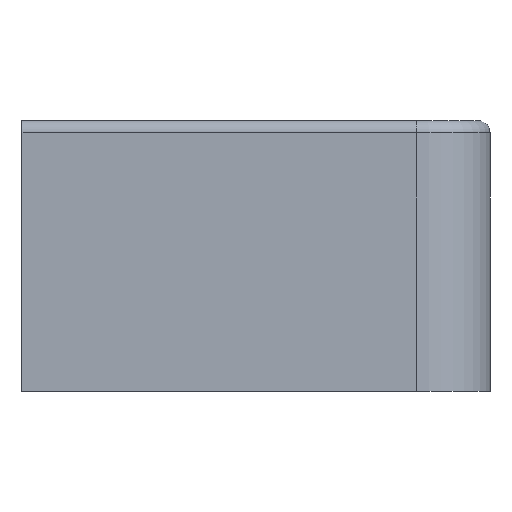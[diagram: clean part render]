
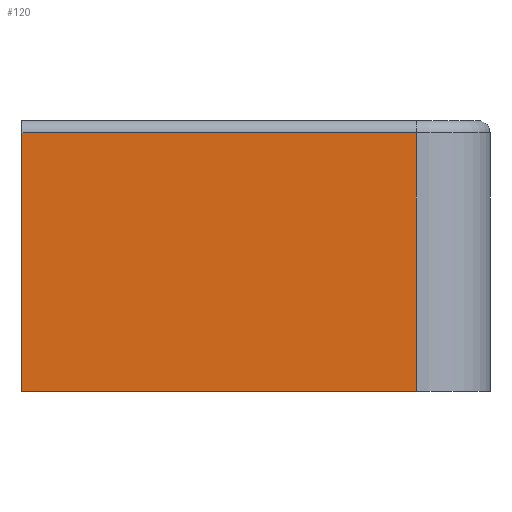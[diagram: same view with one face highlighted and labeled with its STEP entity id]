
A CAD part, left-side view. The second image highlights one B-rep face of the part: STEP entity #120.
In plain terms, the highlighted planar face has unit normal (-1, 0, 0).
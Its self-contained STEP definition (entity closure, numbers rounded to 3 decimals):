
#120=ADVANCED_FACE('',(#323),#325,.T.);
#323=FACE_BOUND('',#324,.T.);
#324=EDGE_LOOP('',(#492,#493,#494,#495));
#325=PLANE('',#326);
#326=AXIS2_PLACEMENT_3D('',#327,#328,#329);
#327=CARTESIAN_POINT('',(0.,19.,0.));
#328=DIRECTION('',(-1.,0.,0.));
#329=DIRECTION('',(0.,-1.,0.));
#492=ORIENTED_EDGE('',*,*,#576,.F.);
#493=ORIENTED_EDGE('',*,*,#549,.F.);
#494=ORIENTED_EDGE('',*,*,#570,.T.);
#495=ORIENTED_EDGE('',*,*,#577,.T.);
#549=EDGE_CURVE('',#607,#591,#609,.T.);
#570=EDGE_CURVE('',#607,#642,#645,.T.);
#576=EDGE_CURVE('',#591,#655,#656,.T.);
#577=EDGE_CURVE('',#642,#655,#657,.T.);
#591=VERTEX_POINT('',#676);
#607=VERTEX_POINT('',#710);
#609=LINE('',#714,#715);
#642=VERTEX_POINT('',#792);
#645=LINE('',#798,#799);
#655=VERTEX_POINT('',#824);
#656=LINE('',#825,#826);
#657=LINE('',#828,#829);
#676=CARTESIAN_POINT('',(0.,19.,10.5));
#710=CARTESIAN_POINT('',(0.,19.,0.));
#714=CARTESIAN_POINT('',(0.,19.,0.));
#715=VECTOR('',#716,1.);
#716=DIRECTION('',(0.,0.,1.));
#792=CARTESIAN_POINT('',(0.,3.,0.));
#798=CARTESIAN_POINT('',(0.,19.,0.));
#799=VECTOR('',#800,1.);
#800=DIRECTION('',(0.,-1.,0.));
#824=CARTESIAN_POINT('',(0.,3.,10.5));
#825=CARTESIAN_POINT('',(0.,19.,10.5));
#826=VECTOR('',#827,1.);
#827=DIRECTION('',(0.,-1.,0.));
#828=CARTESIAN_POINT('',(0.,3.,0.));
#829=VECTOR('',#830,1.);
#830=DIRECTION('',(0.,0.,1.));
